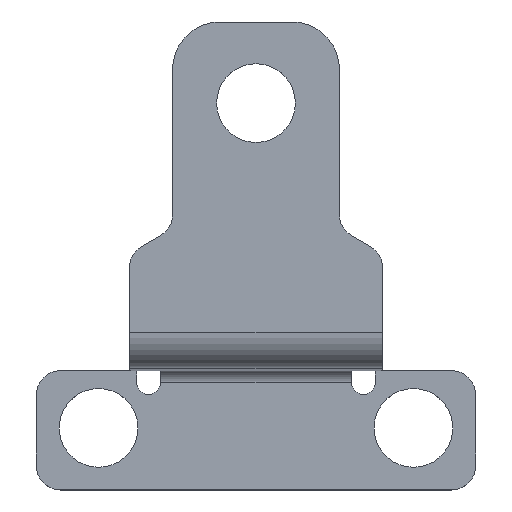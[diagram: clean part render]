
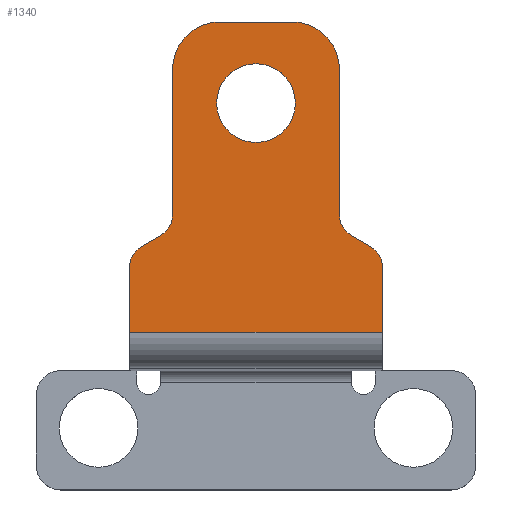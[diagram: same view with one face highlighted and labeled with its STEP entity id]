
A CAD part, top view. The second image highlights one B-rep face of the part: STEP entity #1340.
In plain terms, the highlighted planar face has unit normal (0, 0, 1).
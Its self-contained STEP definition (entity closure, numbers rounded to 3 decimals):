
#53=DIRECTION('',(0.,-1.,0.));
#54=VECTOR('',#53,2.72);
#55=CARTESIAN_POINT('',(-5.3,4.22,0.));
#56=LINE('',#55,#54);
#210=CARTESIAN_POINT('',(0.,11.1,0.));
#211=DIRECTION('',(0.,0.,1.));
#212=DIRECTION('',(1.,0.,0.));
#213=AXIS2_PLACEMENT_3D('',#210,#211,#212);
#218=CARTESIAN_POINT('',(0.,11.1,0.));
#219=DIRECTION('',(0.,0.,1.));
#220=DIRECTION('',(-1.,0.,0.));
#221=AXIS2_PLACEMENT_3D('',#218,#219,#220);
#226=CARTESIAN_POINT('',(-1.5,12.5,0.));
#227=DIRECTION('',(0.,0.,1.));
#228=DIRECTION('',(0.,1.,0.));
#229=AXIS2_PLACEMENT_3D('',#226,#227,#228);
#234=DIRECTION('',(1.,0.,0.));
#235=VECTOR('',#234,3.);
#236=CARTESIAN_POINT('',(-1.5,14.5,0.));
#237=LINE('',#236,#235);
#241=CARTESIAN_POINT('',(1.5,12.5,0.));
#242=DIRECTION('',(0.,0.,1.));
#243=DIRECTION('',(1.,0.,0.));
#244=AXIS2_PLACEMENT_3D('',#241,#242,#243);
#249=DIRECTION('',(0.,-1.,0.));
#250=VECTOR('',#249,6.086);
#251=CARTESIAN_POINT('',(3.5,12.5,0.));
#252=LINE('',#251,#250);
#256=CARTESIAN_POINT('',(4.5,6.414,0.));
#257=DIRECTION('',(0.,0.,1.));
#258=DIRECTION('',(-1.,0.,0.));
#259=AXIS2_PLACEMENT_3D('',#256,#257,#258);
#264=DIRECTION('',(0.866,-0.5,0.));
#265=VECTOR('',#264,0.924);
#266=CARTESIAN_POINT('',(4.,5.548,0.));
#267=LINE('',#266,#265);
#271=CARTESIAN_POINT('',(4.3,4.22,0.));
#272=DIRECTION('',(0.,0.,1.));
#273=DIRECTION('',(1.,0.,0.));
#274=AXIS2_PLACEMENT_3D('',#271,#272,#273);
#279=CARTESIAN_POINT('',(-4.3,4.22,0.));
#280=DIRECTION('',(0.,0.,1.));
#281=DIRECTION('',(-0.5,0.866,0.));
#282=AXIS2_PLACEMENT_3D('',#279,#280,#281);
#287=DIRECTION('',(0.866,0.5,0.));
#288=VECTOR('',#287,0.924);
#289=CARTESIAN_POINT('',(-4.8,5.086,0.));
#290=LINE('',#289,#288);
#294=CARTESIAN_POINT('',(-4.5,6.414,0.));
#295=DIRECTION('',(0.,0.,1.));
#296=DIRECTION('',(0.5,-0.866,0.));
#297=AXIS2_PLACEMENT_3D('',#294,#295,#296);
#302=DIRECTION('',(0.,1.,0.));
#303=VECTOR('',#302,6.086);
#304=CARTESIAN_POINT('',(-3.5,6.414,0.));
#305=LINE('',#304,#303);
#393=DIRECTION('',(0.,-1.,0.));
#394=VECTOR('',#393,2.72);
#395=CARTESIAN_POINT('',(5.3,4.22,0.));
#396=LINE('',#395,#394);
#560=DIRECTION('',(1.,0.,0.));
#561=VECTOR('',#560,10.6);
#562=CARTESIAN_POINT('',(-5.3,1.5,0.));
#563=LINE('',#562,#561);
#1032=CARTESIAN_POINT('',(-5.3,1.5,0.));
#1034=VERTEX_POINT('',#1032);
#1040=CARTESIAN_POINT('',(5.3,1.5,0.));
#1042=VERTEX_POINT('',#1040);
#1064=CARTESIAN_POINT('',(1.65,11.1,0.));
#1065=CARTESIAN_POINT('',(-1.65,11.1,0.));
#1066=VERTEX_POINT('',#1064);
#1067=VERTEX_POINT('',#1065);
#1160=CARTESIAN_POINT('',(-5.3,4.22,0.));
#1162=VERTEX_POINT('',#1160);
#1164=CARTESIAN_POINT('',(-1.5,14.5,0.));
#1165=CARTESIAN_POINT('',(-3.5,12.5,0.));
#1166=VERTEX_POINT('',#1164);
#1167=VERTEX_POINT('',#1165);
#1168=CARTESIAN_POINT('',(-4.8,5.086,0.));
#1169=VERTEX_POINT('',#1168);
#1170=CARTESIAN_POINT('',(-4.,5.548,0.));
#1171=CARTESIAN_POINT('',(-3.5,6.414,0.));
#1172=VERTEX_POINT('',#1170);
#1173=VERTEX_POINT('',#1171);
#1184=CARTESIAN_POINT('',(5.3,4.22,0.));
#1185=VERTEX_POINT('',#1184);
#1188=CARTESIAN_POINT('',(1.5,14.5,0.));
#1189=VERTEX_POINT('',#1188);
#1192=CARTESIAN_POINT('',(3.5,12.5,0.));
#1193=VERTEX_POINT('',#1192);
#1194=CARTESIAN_POINT('',(3.5,6.414,0.));
#1195=VERTEX_POINT('',#1194);
#1196=CARTESIAN_POINT('',(4.,5.548,0.));
#1197=VERTEX_POINT('',#1196);
#1198=CARTESIAN_POINT('',(4.8,5.086,0.));
#1199=VERTEX_POINT('',#1198);
#1302=CARTESIAN_POINT('',(-5.3,14.5,0.));
#1303=DIRECTION('',(0.,0.,1.));
#1304=DIRECTION('',(0.,-1.,0.));
#1305=AXIS2_PLACEMENT_3D('',#1302,#1303,#1304);
#1306=PLANE('',#1305);
#1308=ORIENTED_EDGE('',*,*,#1307,.F.);
#1310=ORIENTED_EDGE('',*,*,#1309,.T.);
#1312=ORIENTED_EDGE('',*,*,#1311,.F.);
#1314=ORIENTED_EDGE('',*,*,#1313,.T.);
#1316=ORIENTED_EDGE('',*,*,#1315,.T.);
#1318=ORIENTED_EDGE('',*,*,#1317,.T.);
#1320=ORIENTED_EDGE('',*,*,#1319,.F.);
#1322=ORIENTED_EDGE('',*,*,#1321,.T.);
#1324=ORIENTED_EDGE('',*,*,#1323,.F.);
#1325=ORIENTED_EDGE('',*,*,#1215,.F.);
#1326=ORIENTED_EDGE('',*,*,#1242,.F.);
#1328=ORIENTED_EDGE('',*,*,#1327,.T.);
#1330=ORIENTED_EDGE('',*,*,#1329,.T.);
#1332=ORIENTED_EDGE('',*,*,#1331,.T.);
#1333=EDGE_LOOP('',(#1308,#1310,#1312,#1314,#1316,#1318,#1320,#1322,#1324,#1325,
#1326,#1328,#1330,#1332));
#1334=FACE_OUTER_BOUND('',#1333,.F.);
#1335=ORIENTED_EDGE('',*,*,#1292,.T.);
#1337=ORIENTED_EDGE('',*,*,#1336,.T.);
#1338=EDGE_LOOP('',(#1335,#1337));
#1339=FACE_BOUND('',#1338,.F.);
#1340=ADVANCED_FACE('',(#1334,#1339),#1306,.T.);
#214=CIRCLE('',#213,1.65);
#222=CIRCLE('',#221,1.65);
#230=CIRCLE('',#229,2.);
#245=CIRCLE('',#244,2.);
#260=CIRCLE('',#259,1.);
#275=CIRCLE('',#274,1.);
#283=CIRCLE('',#282,1.);
#298=CIRCLE('',#297,1.);
#1215=EDGE_CURVE('',#1162,#1034,#56,.T.);
#1242=EDGE_CURVE('',#1169,#1162,#283,.T.);
#1292=EDGE_CURVE('',#1066,#1067,#214,.T.);
#1307=EDGE_CURVE('',#1166,#1167,#230,.T.);
#1309=EDGE_CURVE('',#1166,#1189,#237,.T.);
#1311=EDGE_CURVE('',#1193,#1189,#245,.T.);
#1313=EDGE_CURVE('',#1193,#1195,#252,.T.);
#1315=EDGE_CURVE('',#1195,#1197,#260,.T.);
#1317=EDGE_CURVE('',#1197,#1199,#267,.T.);
#1319=EDGE_CURVE('',#1185,#1199,#275,.T.);
#1321=EDGE_CURVE('',#1185,#1042,#396,.T.);
#1323=EDGE_CURVE('',#1034,#1042,#563,.T.);
#1327=EDGE_CURVE('',#1169,#1172,#290,.T.);
#1329=EDGE_CURVE('',#1172,#1173,#298,.T.);
#1331=EDGE_CURVE('',#1173,#1167,#305,.T.);
#1336=EDGE_CURVE('',#1067,#1066,#222,.T.);
